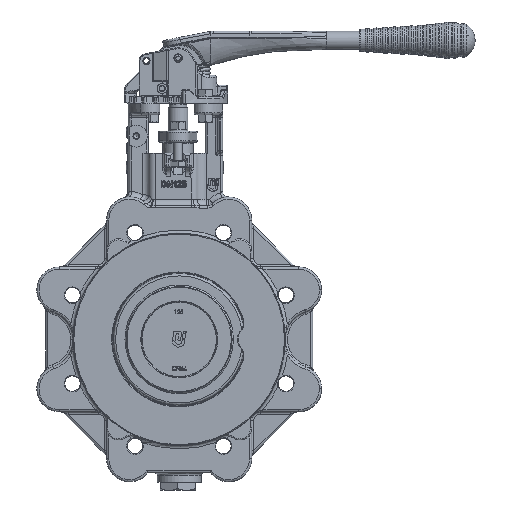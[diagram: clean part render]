
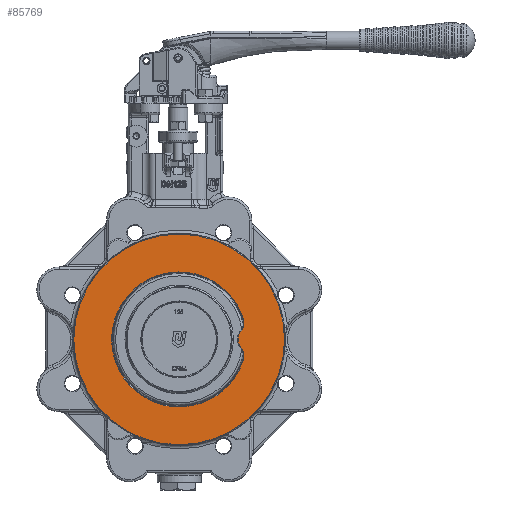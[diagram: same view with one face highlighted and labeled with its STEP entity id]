
A CAD part, front view. The second image highlights one B-rep face of the part: STEP entity #85769.
In plain terms, the highlighted planar face has unit normal (0, -1, 0).
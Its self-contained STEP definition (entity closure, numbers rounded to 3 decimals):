
#85673=CARTESIAN_POINT('',(26.523,-31.,0.));
#85674=DIRECTION('',(0.,1.,-0.));
#85675=DIRECTION('',(-1.,0.,0.));
#85676=AXIS2_PLACEMENT_3D('',#85673,#85674,#85675);
#85677=PLANE('',#85676);
#85678=CARTESIAN_POINT('',(-0.,-31.,95.853));
#85679=VERTEX_POINT('',#85678);
#85680=CARTESIAN_POINT('',(0.,-31.,0.));
#85681=DIRECTION('',(-0.,-1.,0.));
#85682=DIRECTION('',(0.,0.,1.));
#85683=AXIS2_PLACEMENT_3D('',#85680,#85681,#85682);
#85684=CIRCLE('',#85683,95.853);
#85685=EDGE_CURVE('',#85679,#85679,#85684,.T.);
#85686=ORIENTED_EDGE('',*,*,#85685,.T.);
#85687=EDGE_LOOP('',(#85686));
#85688=FACE_BOUND('',#85687,.T.);
#85689=CARTESIAN_POINT('',(56.143,-31.,7.174));
#85690=VERTEX_POINT('',#85689);
#85691=CARTESIAN_POINT('',(56.143,-31.,-7.174));
#85692=VERTEX_POINT('',#85691);
#85693=CARTESIAN_POINT('',(56.143,-31.,7.174));
#85694=CARTESIAN_POINT('',(54.919,-31.,5.67));
#85695=CARTESIAN_POINT('',(54.26,-31.,3.804));
#85696=CARTESIAN_POINT('',(53.603,-31.,1.945));
#85697=CARTESIAN_POINT('',(53.603,-31.,-0.002));
#85698=CARTESIAN_POINT('',(53.603,-31.,-1.947));
#85699=CARTESIAN_POINT('',(54.261,-31.,-3.807));
#85700=CARTESIAN_POINT('',(54.92,-31.,-5.671));
#85701=CARTESIAN_POINT('',(56.143,-31.,-7.174));
#85702=B_SPLINE_CURVE_WITH_KNOTS('',2,(#85693,#85694,#85695,#85696,#85697,#85698,#85699,#85700,#85701),.UNSPECIFIED.,.F.,.F.,(3,2,2,2,3),(0.,0.25,0.5,0.75,1.),.UNSPECIFIED.);
#85703=EDGE_CURVE('',#85690,#85692,#85702,.T.);
#85704=ORIENTED_EDGE('',*,*,#85703,.T.);
#85705=CARTESIAN_POINT('',(58.333,-31.,-19.011));
#85706=VERTEX_POINT('',#85705);
#85707=CARTESIAN_POINT('',(56.143,-31.,-7.174));
#85708=CARTESIAN_POINT('',(58.144,-31.,-9.605));
#85709=CARTESIAN_POINT('',(58.738,-31.,-12.813));
#85710=CARTESIAN_POINT('',(59.332,-31.,-16.022));
#85711=CARTESIAN_POINT('',(58.333,-31.,-19.011));
#85712=B_SPLINE_CURVE_WITH_KNOTS('',2,(#85707,#85708,#85709,#85710,#85711),.UNSPECIFIED.,.F.,.F.,(3,2,3),(0.,0.5,1.),.UNSPECIFIED.);
#85713=EDGE_CURVE('',#85692,#85706,#85712,.T.);
#85714=ORIENTED_EDGE('',*,*,#85713,.T.);
#85715=CARTESIAN_POINT('',(58.333,-31.,19.011));
#85716=VERTEX_POINT('',#85715);
#85717=CARTESIAN_POINT('',(58.333,-31.,-19.011));
#85718=CARTESIAN_POINT('',(54.935,-31.,-29.429));
#85719=CARTESIAN_POINT('',(48.149,-31.,-38.024));
#85720=CARTESIAN_POINT('',(44.791,-31.,-42.277));
#85721=CARTESIAN_POINT('',(40.729,-31.,-45.883));
#85722=CARTESIAN_POINT('',(36.659,-31.,-49.497));
#85723=CARTESIAN_POINT('',(32.016,-31.,-52.336));
#85724=CARTESIAN_POINT('',(22.663,-31.,-58.056));
#85725=CARTESIAN_POINT('',(11.93,-31.,-60.182));
#85726=CARTESIAN_POINT('',(1.174,-31.,-62.312));
#85727=CARTESIAN_POINT('',(-9.628,-31.,-60.592));
#85728=CARTESIAN_POINT('',(-14.971,-31.,-59.742));
#85729=CARTESIAN_POINT('',(-20.091,-31.,-57.97));
#85730=CARTESIAN_POINT('',(-25.243,-31.,-56.186));
#85731=CARTESIAN_POINT('',(-29.996,-31.,-53.52));
#85732=CARTESIAN_POINT('',(-39.568,-31.,-48.15));
#85733=CARTESIAN_POINT('',(-46.658,-31.,-39.84));
#85734=CARTESIAN_POINT('',(-53.78,-31.,-31.491));
#85735=CARTESIAN_POINT('',(-57.558,-31.,-21.242));
#85736=CARTESIAN_POINT('',(-61.351,-31.,-10.951));
#85737=CARTESIAN_POINT('',(-61.353,-31.,-0.022));
#85738=CARTESIAN_POINT('',(-61.354,-31.,10.941));
#85739=CARTESIAN_POINT('',(-57.573,-31.,21.201));
#85740=CARTESIAN_POINT('',(-53.784,-31.,31.483));
#85741=CARTESIAN_POINT('',(-46.687,-31.,39.806));
#85742=CARTESIAN_POINT('',(-39.58,-31.,48.139));
#85743=CARTESIAN_POINT('',(-30.037,-31.,53.497));
#85744=CARTESIAN_POINT('',(-20.494,-31.,58.855));
#85745=CARTESIAN_POINT('',(-9.679,-31.,60.584));
#85746=CARTESIAN_POINT('',(1.122,-31.,62.312));
#85747=CARTESIAN_POINT('',(11.874,-31.,60.193));
#85748=CARTESIAN_POINT('',(22.6,-31.,58.079));
#85749=CARTESIAN_POINT('',(31.961,-31.,52.37));
#85750=CARTESIAN_POINT('',(41.289,-31.,46.682));
#85751=CARTESIAN_POINT('',(48.104,-31.,38.081));
#85752=CARTESIAN_POINT('',(51.486,-31.,33.813));
#85753=CARTESIAN_POINT('',(54.067,-31.,28.998));
#85754=CARTESIAN_POINT('',(56.641,-31.,24.197));
#85755=CARTESIAN_POINT('',(58.333,-31.,19.011));
#85756=B_SPLINE_CURVE_WITH_KNOTS('',2,(#85717,#85718,#85719,#85720,#85721,#85722,#85723,#85724,#85725,#85726,#85727,#85728,#85729,#85730,#85731,#85732,#85733,#85734,#85735,#85736,#85737,#85738,#85739,#85740,#85741,#85742,
#85743,#85744,#85745,#85746,#85747,#85748,#85749,#85750,#85751,#85752,#85753,#85754,#85755),.UNSPECIFIED.,.F.,.F.,(3,2,2,2,2,2,2,2,2,2,2,2,2,2,2,2,2,2,2,3),(0.,0.063,0.094,0.125,0.188,0.25,0.281,0.313,0.375,0.438,0.5,0.563,0.625,0.688,0.75,0.813,0.875,0.938,0.969,1.),.UNSPECIFIED.);
#85757=EDGE_CURVE('',#85706,#85716,#85756,.T.);
#85758=ORIENTED_EDGE('',*,*,#85757,.T.);
#85759=CARTESIAN_POINT('',(58.333,-31.,19.011));
#85760=CARTESIAN_POINT('',(59.332,-31.,16.026));
#85761=CARTESIAN_POINT('',(58.739,-31.,12.817));
#85762=CARTESIAN_POINT('',(58.146,-31.,9.607));
#85763=CARTESIAN_POINT('',(56.143,-31.,7.174));
#85764=B_SPLINE_CURVE_WITH_KNOTS('',2,(#85759,#85760,#85761,#85762,#85763),.UNSPECIFIED.,.F.,.F.,(3,2,3),(0.,0.5,1.),.UNSPECIFIED.);
#85765=EDGE_CURVE('',#85716,#85690,#85764,.T.);
#85766=ORIENTED_EDGE('',*,*,#85765,.T.);
#85767=EDGE_LOOP('',(#85704,#85714,#85758,#85766));
#85768=FACE_BOUND('',#85767,.T.);
#85769=ADVANCED_FACE('',(#85688,#85768),#85677,.F.);
